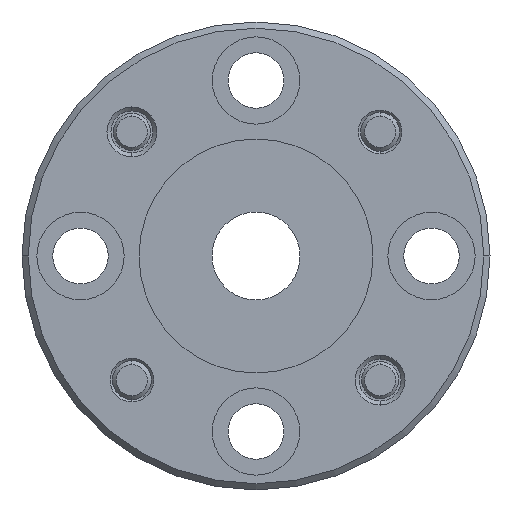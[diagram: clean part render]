
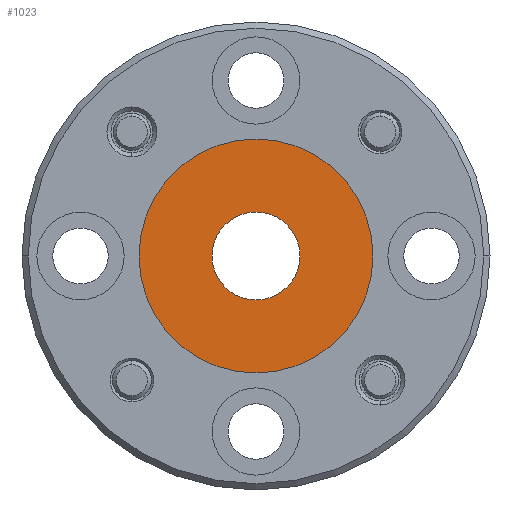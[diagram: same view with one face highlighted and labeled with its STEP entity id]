
A CAD part, left-side view. The second image highlights one B-rep face of the part: STEP entity #1023.
In plain terms, the highlighted planar face has unit normal (-1, 0, 0).
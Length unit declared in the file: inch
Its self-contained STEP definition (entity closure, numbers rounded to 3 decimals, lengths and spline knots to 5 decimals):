
#71 = AXIS2_PLACEMENT_3D ( 'NONE', #450, #2290, #1691 ) ;
#107 = ORIENTED_EDGE ( 'NONE', *, *, #3668, .T. ) ;
#160 = CARTESIAN_POINT ( 'NONE',  ( -2.15239, 0.22784, 0.75532 ) ) ;
#163 = ORIENTED_EDGE ( 'NONE', *, *, #258, .T. ) ;
#258 = EDGE_CURVE ( 'NONE', #3099, #2945, #3989, .T. ) ;
#308 = EDGE_LOOP ( 'NONE', ( #163, #1682, #862, #107 ) ) ;
#412 = CARTESIAN_POINT ( 'NONE',  ( -2.15239, 0.10749, 0.8149 ) ) ;
#413 = CARTESIAN_POINT ( 'NONE',  ( -2.15239, 0.22575, 0.74562 ) ) ;
#424 = CARTESIAN_POINT ( 'NONE',  ( -2.15239, 0.08893, 0.74562 ) ) ;
#445 = CARTESIAN_POINT ( 'NONE',  ( -2.15239, 0.08684, 0.77478 ) ) ;
#450 = CARTESIAN_POINT ( 'NONE',  ( -2.15239, 0.15734, 0.76505 ) ) ;
#492 = EDGE_LOOP ( 'NONE', ( #3265, #3667 ) ) ;
#700 = CARTESIAN_POINT ( 'NONE',  ( -2.15239, 0.16707, 0.83555 ) ) ;
#717 = CARTESIAN_POINT ( 'NONE',  ( -2.15239, 0.20131, 0.82078 ) ) ;
#751 = CARTESIAN_POINT ( 'NONE',  ( -2.15239, 0.20719, 0.7152 ) ) ;
#862 = ORIENTED_EDGE ( 'NONE', *, *, #1393, .T. ) ;
#925 = CARTESIAN_POINT ( 'NONE',  ( -2.15239, 0.15734, 0.76505 ) ) ;
#952 = PLANE ( 'NONE',  #1593 ) ;
#968 = CARTESIAN_POINT ( 'NONE',  ( -2.15239, 0.34484, 0.76505 ) ) ;
#1023 = ADVANCED_FACE ( 'NONE', ( #1673, #3323 ), #952, .T. ) ;
#1036 = EDGE_CURVE ( 'NONE', #3329, #1838, #3608, .T. ) ;
#1039 = CARTESIAN_POINT ( 'NONE',  ( -2.15239, 0.21306, 0.80903 ) ) ;
#1052 = CARTESIAN_POINT ( 'NONE',  ( -2.15239, 0.1379, 0.83346 ) ) ;
#1067 = CARTESIAN_POINT ( 'NONE',  ( -2.15239, 0.08684, 0.75532 ) ) ;
#1136 = CARTESIAN_POINT ( 'NONE',  ( -2.15239, 0.12077, 0.70406 ) ) ;
#1246 = VERTEX_POINT ( 'NONE', #3876 ) ;
#1280 = DIRECTION ( 'NONE',  ( 0., 0., 1. ) ) ;
#1327 = DIRECTION ( 'NONE',  ( -1., 0., 0. ) ) ;
#1383 = CARTESIAN_POINT ( 'NONE',  ( -2.15239, 0.08893, 0.78449 ) ) ;
#1393 = EDGE_CURVE ( 'NONE', #1246, #3294, #1551, .T. ) ;
#1509 = DIRECTION ( 'NONE',  ( 1., 0., 0. ) ) ;
#1551 = B_SPLINE_CURVE_WITH_KNOTS ( 'NONE', 3,
 ( #3583, #2365, #1136, #3295, #3592, #1755, #2445, #3081, #1810, #2461 ),
 .UNSPECIFIED., .F., .F.,
 ( 4, 2, 2, 2, 4 ),
 ( 0., 0.0007, 0.0014, 0.0021, 0.0028 ),
 .UNSPECIFIED. ) ;
#1593 = AXIS2_PLACEMENT_3D ( 'NONE', #968, #1327, #1280 ) ;
#1636 = CARTESIAN_POINT ( 'NONE',  ( -2.15239, 0.21833, 0.80162 ) ) ;
#1651 = CARTESIAN_POINT ( 'NONE',  ( -2.15239, 0.11336, 0.82078 ) ) ;
#1660 = CARTESIAN_POINT ( 'NONE',  ( -2.15239, 0.1939, 0.82604 ) ) ;
#1673 = FACE_OUTER_BOUND ( 'NONE', #492, .T. ) ;
#1682 = ORIENTED_EDGE ( 'NONE', *, *, #3603, .T. ) ;
#1691 = DIRECTION ( 'NONE',  ( 0., 0., -1. ) ) ;
#1755 = CARTESIAN_POINT ( 'NONE',  ( -2.15239, 0.16707, 0.69455 ) ) ;
#1801 = CARTESIAN_POINT ( 'NONE',  ( -2.15239, 0.15734, 0.95255 ) ) ;
#1810 = CARTESIAN_POINT ( 'NONE',  ( -2.15239, 0.20131, 0.70932 ) ) ;
#1838 = VERTEX_POINT ( 'NONE', #2612 ) ;
#1861 = CARTESIAN_POINT ( 'NONE',  ( -2.15239, 0.09634, 0.80162 ) ) ;
#1951 = CARTESIAN_POINT ( 'NONE',  ( -2.15239, 0.10161, 0.72107 ) ) ;
#1957 = CARTESIAN_POINT ( 'NONE',  ( -2.15239, 0.17677, 0.83346 ) ) ;
#1987 = CARTESIAN_POINT ( 'NONE',  ( -2.15239, 0.09634, 0.72848 ) ) ;
#1996 = CARTESIAN_POINT ( 'NONE',  ( -2.15239, 0.1476, 0.83555 ) ) ;
#2290 = DIRECTION ( 'NONE',  ( 1., 0., 0. ) ) ;
#2311 = CARTESIAN_POINT ( 'NONE',  ( -2.15239, 0.22575, 0.78449 ) ) ;
#2365 = CARTESIAN_POINT ( 'NONE',  ( -2.15239, 0.11336, 0.70932 ) ) ;
#2445 = CARTESIAN_POINT ( 'NONE',  ( -2.15239, 0.17677, 0.69664 ) ) ;
#2461 = CARTESIAN_POINT ( 'NONE',  ( -2.15239, 0.20719, 0.7152 ) ) ;
#2551 = CARTESIAN_POINT ( 'NONE',  ( -2.15239, 0.12077, 0.82604 ) ) ;
#2567 = CARTESIAN_POINT ( 'NONE',  ( -2.15239, 0.20719, 0.8149 ) ) ;
#2603 = CARTESIAN_POINT ( 'NONE',  ( -2.15239, 0.10749, 0.7152 ) ) ;
#2612 = CARTESIAN_POINT ( 'NONE',  ( -2.15239, 0.15734, 0.57755 ) ) ;
#2753 = CIRCLE ( 'NONE', #3205, 0.1875 ) ;
#2868 = CARTESIAN_POINT ( 'NONE',  ( -2.15239, 0.10749, 0.8149 ) ) ;
#2873 = CARTESIAN_POINT ( 'NONE',  ( -2.15239, 0.20719, 0.8149 ) ) ;
#2911 = CARTESIAN_POINT ( 'NONE',  ( -2.15239, 0.21306, 0.72107 ) ) ;
#2945 = VERTEX_POINT ( 'NONE', #3185 ) ;
#2970 = B_SPLINE_CURVE_WITH_KNOTS ( 'NONE', 3,
 ( #751, #2911, #3222, #413, #160, #3531, #2311, #1636, #1039, #2873 ),
 .UNSPECIFIED., .F., .F.,
 ( 4, 2, 2, 2, 4 ),
 ( 0., 0.0007, 0.0014, 0.0021, 0.0028 ),
 .UNSPECIFIED. ) ;
#3081 = CARTESIAN_POINT ( 'NONE',  ( -2.15239, 0.1939, 0.70406 ) ) ;
#3099 = VERTEX_POINT ( 'NONE', #3252 ) ;
#3185 = CARTESIAN_POINT ( 'NONE',  ( -2.15239, 0.10749, 0.8149 ) ) ;
#3205 = AXIS2_PLACEMENT_3D ( 'NONE', #925, #1509, #3710 ) ;
#3222 = CARTESIAN_POINT ( 'NONE',  ( -2.15239, 0.21833, 0.72848 ) ) ;
#3252 = CARTESIAN_POINT ( 'NONE',  ( -2.15239, 0.20719, 0.8149 ) ) ;
#3265 = ORIENTED_EDGE ( 'NONE', *, *, #3433, .F. ) ;
#3294 = VERTEX_POINT ( 'NONE', #3923 ) ;
#3295 = CARTESIAN_POINT ( 'NONE',  ( -2.15239, 0.1379, 0.69664 ) ) ;
#3323 = FACE_BOUND ( 'NONE', #308, .T. ) ;
#3329 = VERTEX_POINT ( 'NONE', #1801 ) ;
#3406 = CARTESIAN_POINT ( 'NONE',  ( -2.15239, 0.10161, 0.80903 ) ) ;
#3433 = EDGE_CURVE ( 'NONE', #1838, #3329, #2753, .T. ) ;
#3531 = CARTESIAN_POINT ( 'NONE',  ( -2.15239, 0.22784, 0.77478 ) ) ;
#3583 = CARTESIAN_POINT ( 'NONE',  ( -2.15239, 0.10749, 0.7152 ) ) ;
#3592 = CARTESIAN_POINT ( 'NONE',  ( -2.15239, 0.1476, 0.69455 ) ) ;
#3603 = EDGE_CURVE ( 'NONE', #2945, #1246, #3696, .T. ) ;
#3608 = CIRCLE ( 'NONE', #71, 0.1875 ) ;
#3667 = ORIENTED_EDGE ( 'NONE', *, *, #1036, .F. ) ;
#3668 = EDGE_CURVE ( 'NONE', #3294, #3099, #2970, .T. ) ;
#3696 = B_SPLINE_CURVE_WITH_KNOTS ( 'NONE', 3,
 ( #2868, #3406, #1861, #1383, #445, #1067, #424, #1987, #1951, #2603 ),
 .UNSPECIFIED., .F., .F.,
 ( 4, 2, 2, 2, 4 ),
 ( 0., 0.0007, 0.0014, 0.0021, 0.0028 ),
 .UNSPECIFIED. ) ;
#3710 = DIRECTION ( 'NONE',  ( 0., 0., -1. ) ) ;
#3876 = CARTESIAN_POINT ( 'NONE',  ( -2.15239, 0.10749, 0.7152 ) ) ;
#3923 = CARTESIAN_POINT ( 'NONE',  ( -2.15239, 0.20719, 0.7152 ) ) ;
#3989 = B_SPLINE_CURVE_WITH_KNOTS ( 'NONE', 3,
 ( #2567, #717, #1660, #1957, #700, #1996, #1052, #2551, #1651, #412 ),
 .UNSPECIFIED., .F., .F.,
 ( 4, 2, 2, 2, 4 ),
 ( 0., 0.0007, 0.0014, 0.0021, 0.0028 ),
 .UNSPECIFIED. ) ;
